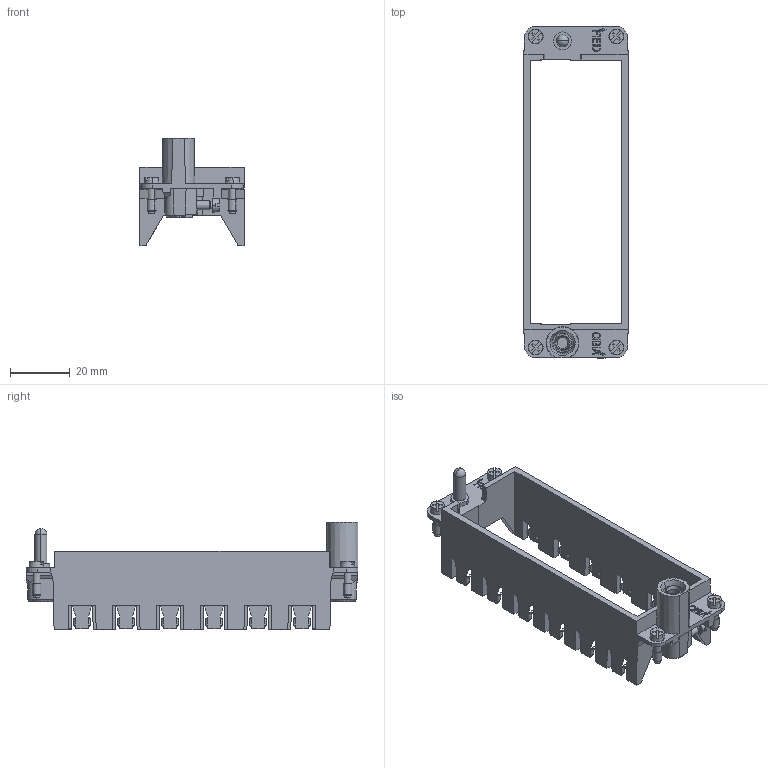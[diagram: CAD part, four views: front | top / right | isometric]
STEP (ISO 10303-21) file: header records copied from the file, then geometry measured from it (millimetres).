
FILE_DESCRIPTION(/* description */ ('Alibre Inc.'),/* implementation_level */ '2;1');
FILE_NAME(/* name */ 'export-C5AACD85-9C37-418F-B31D-A2A6A59A3F3B',/* time_stamp */ '2022-09-27T14:57:50+02:00',/* author */ (''),/* organization */ (''),/* preprocessor_version */ 'ST-DEVELOPER v17',/* originating_system */ 'Alibre',/* authorisation */ '');
FILE_SCHEMA (('AUTOMOTIVE_DESIGN'));
Length unit declared in the file: millimetre
Products named in the file (2): HC_M_B24_MFH_H-select
Bounding box: 34.9 x 111 x 36 mm (x, y, z)
Volume: 15421.2 mm3; surface area: 16780.9 mm2
Topology: 1 solids, 1 shells, 1034 faces, 2792 edges, 1795 vertices
Faces by surface type: plane 719, cylinder 195, bspline 74, cone 44, sphere 2
Entity records: 43644 total; most frequent: CARTESIAN_POINT 18325, ORIENTED_EDGE 5580, DIRECTION 3997, EDGE_CURVE 2790, VECTOR 1972, LINE 1972, VERTEX_POINT 1795, AXIS2_PLACEMENT_3D 1364
